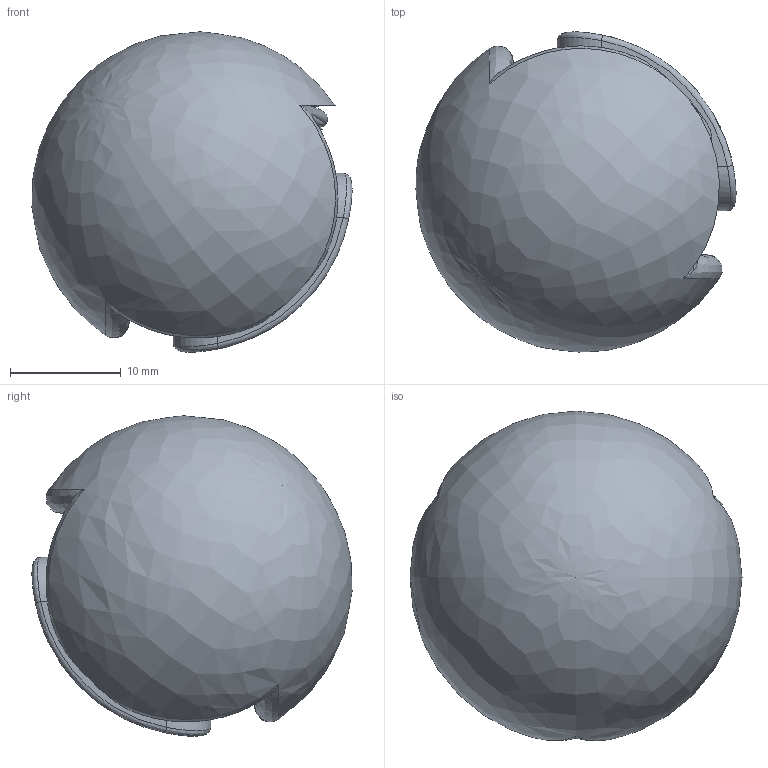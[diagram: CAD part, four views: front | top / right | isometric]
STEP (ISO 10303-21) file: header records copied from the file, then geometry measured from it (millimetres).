
FILE_DESCRIPTION(/* description */ (''),/* implementation_level */ '2;1');
FILE_NAME(/* name */ '27967d4c-826c-4d24-b27e-632f62d982ad.stp',/* time_stamp */ '2018-09-19T23:53:09+02:00',/* author */ ('carvedblock'),/* organization */ (''),/* preprocessor_version */ 'ST-DEVELOPER v17.2',/* originating_system */ 'Autodesk Translation Framework v7.6.0.251',/* authorisation */ '');
FILE_SCHEMA (('AUTOMOTIVE_DESIGN { 1 0 10303 214 3 1 1 }'));
Length unit declared in the file: millimetre
Products named in the file (2): lulzbot taz 6 enclosure - stage2; sphere corner
Assembly tree (1 placements, depth 2):
  lulzbot taz 6 enclosure - stage2
    sphere corner
Bounding box: 28.91 x 28.91 x 28.95 mm (x, y, z)
Volume: 10087.2 mm3; surface area: 3812.4 mm2
Topology: 2 solids, 2 shells, 37 faces, 95 edges, 62 vertices
Faces by surface type: plane 16, bspline 15, cylinder 6
Full cylindrical faces by diameter (mm): 2.8 x1, 3.8 x1, 6 x1
Entity records: 2524 total; most frequent: CARTESIAN_POINT 1660, ORIENTED_EDGE 190, DIRECTION 114, EDGE_CURVE 95, VERTEX_POINT 63, B_SPLINE_CURVE_WITH_KNOTS 47, AXIS2_PLACEMENT_3D 41, EDGE_LOOP 40
